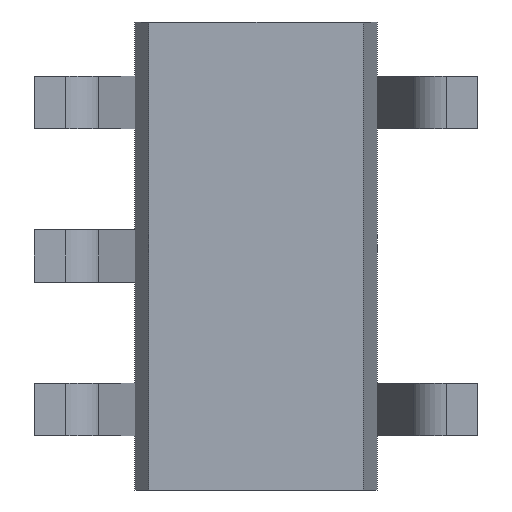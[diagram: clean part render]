
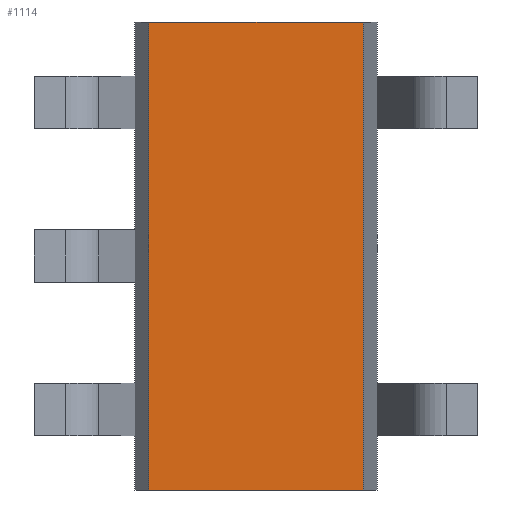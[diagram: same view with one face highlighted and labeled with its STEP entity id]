
A CAD part, front view. The second image highlights one B-rep face of the part: STEP entity #1114.
In plain terms, the highlighted planar face has unit normal (0, -1, 0).
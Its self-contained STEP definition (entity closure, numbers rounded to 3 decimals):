
#38 = VERTEX_POINT ( 'NONE', #1588 ) ;
#60 = CARTESIAN_POINT ( 'NONE',  ( -0.664, 0.1, 1.45 ) ) ;
#69 = EDGE_CURVE ( 'NONE', #1760, #38, #851, .T. ) ;
#84 = ORIENTED_EDGE ( 'NONE', *, *, #441, .T. ) ;
#158 = CARTESIAN_POINT ( 'NONE',  ( 0.664, 0.1, 0. ) ) ;
#200 = VECTOR ( 'NONE', #897, 1000. ) ;
#232 = DIRECTION ( 'NONE',  ( 1., 0., 0. ) ) ;
#235 = EDGE_CURVE ( 'NONE', #38, #1684, #988, .T. ) ;
#273 = DIRECTION ( 'NONE',  ( 1., 0., 0. ) ) ;
#325 = LINE ( 'NONE', #377, #1338 ) ;
#336 = ORIENTED_EDGE ( 'NONE', *, *, #235, .F. ) ;
#377 = CARTESIAN_POINT ( 'NONE',  ( 0.664, 0.1, -1.45 ) ) ;
#441 = EDGE_CURVE ( 'NONE', #667, #1684, #325, .T. ) ;
#514 = FACE_OUTER_BOUND ( 'NONE', #1425, .T. ) ;
#556 = ORIENTED_EDGE ( 'NONE', *, *, #69, .F. ) ;
#635 = VECTOR ( 'NONE', #1337, 1000. ) ;
#667 = VERTEX_POINT ( 'NONE', #1218 ) ;
#687 = VECTOR ( 'NONE', #273, 1000. ) ;
#851 = LINE ( 'NONE', #1427, #687 ) ;
#863 = CARTESIAN_POINT ( 'NONE',  ( 0., 0.1, 0. ) ) ;
#897 = DIRECTION ( 'NONE',  ( 0., 0., -1. ) ) ;
#926 = AXIS2_PLACEMENT_3D ( 'NONE', #863, #1592, #1915 ) ;
#988 = LINE ( 'NONE', #158, #200 ) ;
#1114 = ADVANCED_FACE ( 'NONE', ( #514 ), #1150, .F. ) ;
#1116 = EDGE_CURVE ( 'NONE', #667, #1760, #1467, .T. ) ;
#1150 = PLANE ( 'NONE',  #926 ) ;
#1189 = CARTESIAN_POINT ( 'NONE',  ( -0.664, 0.1, 0. ) ) ;
#1197 = CARTESIAN_POINT ( 'NONE',  ( 0.664, 0.1, -1.45 ) ) ;
#1218 = CARTESIAN_POINT ( 'NONE',  ( -0.664, 0.1, -1.45 ) ) ;
#1264 = ORIENTED_EDGE ( 'NONE', *, *, #1116, .F. ) ;
#1337 = DIRECTION ( 'NONE',  ( 0., 0., 1. ) ) ;
#1338 = VECTOR ( 'NONE', #232, 1000. ) ;
#1425 = EDGE_LOOP ( 'NONE', ( #336, #556, #1264, #84 ) ) ;
#1427 = CARTESIAN_POINT ( 'NONE',  ( 0.664, 0.1, 1.45 ) ) ;
#1467 = LINE ( 'NONE', #1189, #635 ) ;
#1588 = CARTESIAN_POINT ( 'NONE',  ( 0.664, 0.1, 1.45 ) ) ;
#1592 = DIRECTION ( 'NONE',  ( 0., 1., 0. ) ) ;
#1684 = VERTEX_POINT ( 'NONE', #1197 ) ;
#1760 = VERTEX_POINT ( 'NONE', #60 ) ;
#1915 = DIRECTION ( 'NONE',  ( 0., 0., 1. ) ) ;
